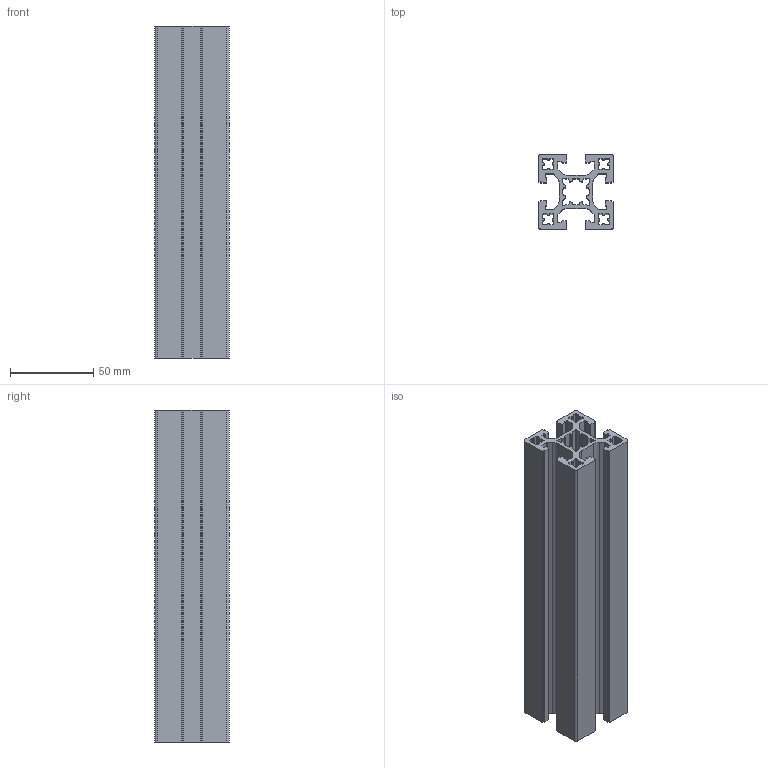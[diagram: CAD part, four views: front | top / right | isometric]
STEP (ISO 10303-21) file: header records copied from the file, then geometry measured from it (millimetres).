
FILE_DESCRIPTION (( 'STEP AP203' ), '1' );
FILE_NAME ('PERFIL 45X45 REFORÇADO.STEP', '2015-12-15T10:42:52', ( '' ), ( '' ), 'SwSTEP 2.0', 'SolidWorks 2014', '' );
FILE_SCHEMA (( 'CONFIG_CONTROL_DESIGN' ));
Length unit declared in the file: millimetre
Products named in the file (1): PERFIL 45X45 REFORÇADO
Bounding box: 45 x 45 x 200 mm (x, y, z)
Volume: 159470.9 mm3; surface area: 113886.2 mm2
Topology: 1 solids, 1 shells, 403 faces, 1203 edges, 802 vertices
Faces by surface type: cylinder 237, plane 166
Entity records: 13828 total; most frequent: DIRECTION 2485, CARTESIAN_POINT 2409, ORIENTED_EDGE 2406, EDGE_CURVE 1203, AXIS2_PLACEMENT_3D 878, VERTEX_POINT 802, VECTOR 729, LINE 729
